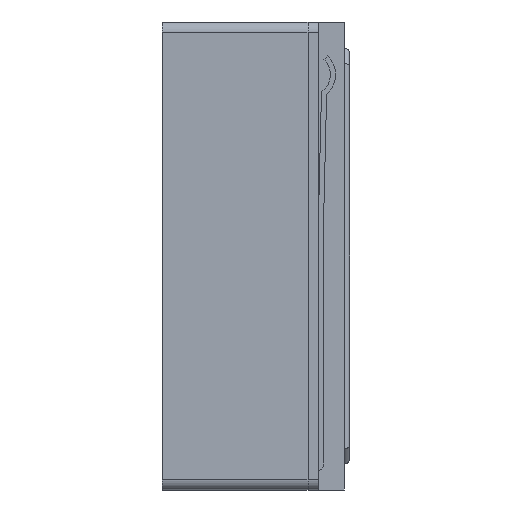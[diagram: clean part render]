
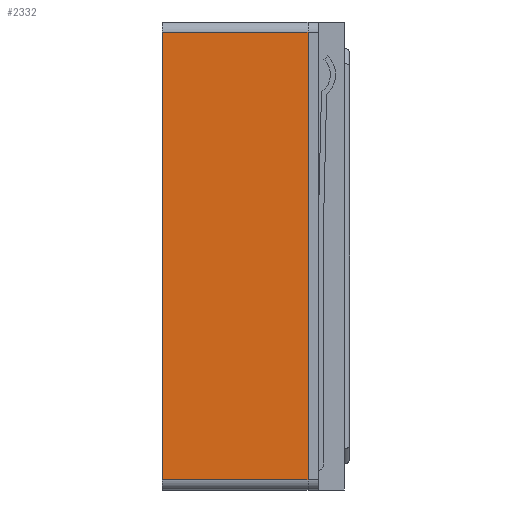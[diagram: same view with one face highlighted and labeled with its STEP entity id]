
A CAD part, left-side view. The second image highlights one B-rep face of the part: STEP entity #2332.
In plain terms, the highlighted planar face has unit normal (-1, 0, 0).
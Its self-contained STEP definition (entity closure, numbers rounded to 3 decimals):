
#19 = CARTESIAN_POINT ( 'NONE',  ( -8., -2.8, -4.3 ) ) ;
#91 = VECTOR ( 'NONE', #1209, 1000. ) ;
#99 = LINE ( 'NONE', #165, #106 ) ;
#106 = VECTOR ( 'NONE', #154, 1000. ) ;
#114 = CARTESIAN_POINT ( 'NONE',  ( -8., -2.8, 4.3 ) ) ;
#141 = LINE ( 'NONE', #560, #91 ) ;
#150 = EDGE_LOOP ( 'NONE', ( #926, #1316, #1396, #2163 ) ) ;
#154 = DIRECTION ( 'NONE',  ( 0., 1., 0. ) ) ;
#165 = CARTESIAN_POINT ( 'NONE',  ( -8., -2.8, -4.3 ) ) ;
#253 = LINE ( 'NONE', #882, #275 ) ;
#275 = VECTOR ( 'NONE', #697, 1000. ) ;
#280 = VECTOR ( 'NONE', #309, 1000. ) ;
#299 = LINE ( 'NONE', #114, #280 ) ;
#309 = DIRECTION ( 'NONE',  ( 0., 1., 0. ) ) ;
#353 = CARTESIAN_POINT ( 'NONE',  ( -8., 0., 4.3 ) ) ;
#560 = CARTESIAN_POINT ( 'NONE',  ( -8., -2.8, -4.3 ) ) ;
#697 = DIRECTION ( 'NONE',  ( 0., 0., 1. ) ) ;
#741 = EDGE_CURVE ( 'NONE', #1574, #1425, #299, .T. ) ;
#761 = AXIS2_PLACEMENT_3D ( 'NONE', #2734, #1141, #3019 ) ;
#777 = EDGE_CURVE ( 'NONE', #2387, #1425, #253, .T. ) ;
#867 = EDGE_CURVE ( 'NONE', #884, #2387, #99, .T. ) ;
#873 = EDGE_CURVE ( 'NONE', #884, #1574, #141, .T. ) ;
#882 = CARTESIAN_POINT ( 'NONE',  ( -8., 0., -4.3 ) ) ;
#884 = VERTEX_POINT ( 'NONE', #19 ) ;
#926 = ORIENTED_EDGE ( 'NONE', *, *, #777, .F. ) ;
#1141 = DIRECTION ( 'NONE',  ( -1., 0., 0. ) ) ;
#1209 = DIRECTION ( 'NONE',  ( 0., 0., 1. ) ) ;
#1316 = ORIENTED_EDGE ( 'NONE', *, *, #867, .F. ) ;
#1396 = ORIENTED_EDGE ( 'NONE', *, *, #873, .T. ) ;
#1407 = CARTESIAN_POINT ( 'NONE',  ( -8., 0., -4.3 ) ) ;
#1425 = VERTEX_POINT ( 'NONE', #353 ) ;
#1545 = CARTESIAN_POINT ( 'NONE',  ( -8., -2.8, 4.3 ) ) ;
#1574 = VERTEX_POINT ( 'NONE', #1545 ) ;
#2154 = PLANE ( 'NONE',  #761 ) ;
#2163 = ORIENTED_EDGE ( 'NONE', *, *, #741, .T. ) ;
#2332 = ADVANCED_FACE ( 'NONE', ( #2595 ), #2154, .T. ) ;
#2387 = VERTEX_POINT ( 'NONE', #1407 ) ;
#2595 = FACE_OUTER_BOUND ( 'NONE', #150, .T. ) ;
#2734 = CARTESIAN_POINT ( 'NONE',  ( -8., -2.8, -4.3 ) ) ;
#3019 = DIRECTION ( 'NONE',  ( 0., 0., 1. ) ) ;
